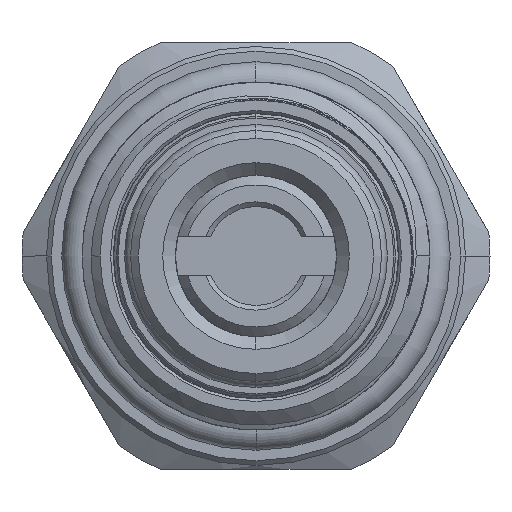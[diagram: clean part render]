
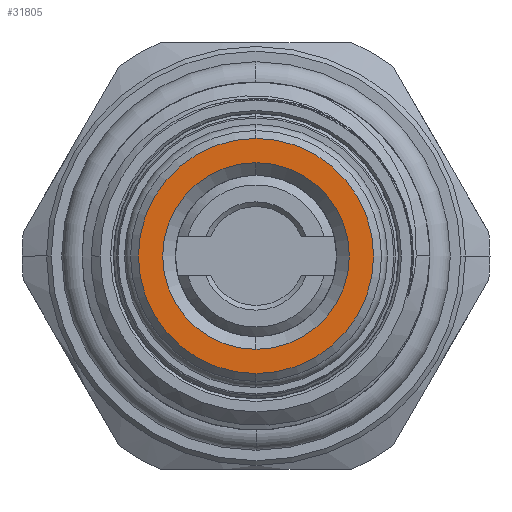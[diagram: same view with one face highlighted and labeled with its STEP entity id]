
A CAD part, left-side view. The second image highlights one B-rep face of the part: STEP entity #31805.
In plain terms, the highlighted planar face has unit normal (-1, 0, 0).
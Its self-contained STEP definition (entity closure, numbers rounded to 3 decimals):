
#498 = CARTESIAN_POINT ( 'NONE',  ( -36.19, 0., 0. ) ) ;
#1861 = ORIENTED_EDGE ( 'NONE', *, *, #18818, .T. ) ;
#3229 = AXIS2_PLACEMENT_3D ( 'NONE', #27669, #10448, #25798 ) ;
#3477 = PLANE ( 'NONE',  #3229 ) ;
#4088 = CARTESIAN_POINT ( 'NONE',  ( -36.19, 0., 0. ) ) ;
#4362 = CIRCLE ( 'NONE', #21117, 7.435 ) ;
#6093 = DIRECTION ( 'NONE',  ( 0., 0., -1. ) ) ;
#7404 = EDGE_LOOP ( 'NONE', ( #31657, #36650 ) ) ;
#9511 = VERTEX_POINT ( 'NONE', #32636 ) ;
#9862 = DIRECTION ( 'NONE',  ( 0., 0., -1. ) ) ;
#10448 = DIRECTION ( 'NONE',  ( 1., 0., 0. ) ) ;
#10785 = VERTEX_POINT ( 'NONE', #28747 ) ;
#11050 = EDGE_CURVE ( 'NONE', #10785, #23142, #4362, .T. ) ;
#12347 = DIRECTION ( 'NONE',  ( 1., 0., 0. ) ) ;
#13535 = FACE_OUTER_BOUND ( 'NONE', #7404, .T. ) ;
#13975 = CIRCLE ( 'NONE', #28112, 7.435 ) ;
#14769 = DIRECTION ( 'NONE',  ( 1., 0., 0. ) ) ;
#15097 = CARTESIAN_POINT ( 'NONE',  ( -36.19, 0., 0. ) ) ;
#15433 = EDGE_CURVE ( 'NONE', #23142, #10785, #13975, .T. ) ;
#18818 = EDGE_CURVE ( 'NONE', #31455, #9511, #22259, .T. ) ;
#20115 = EDGE_CURVE ( 'NONE', #9511, #31455, #24085, .T. ) ;
#20385 = CARTESIAN_POINT ( 'NONE',  ( -36.19, 0., -5.9 ) ) ;
#21117 = AXIS2_PLACEMENT_3D ( 'NONE', #21267, #14769, #6093 ) ;
#21215 = DIRECTION ( 'NONE',  ( 0., 0., -1. ) ) ;
#21267 = CARTESIAN_POINT ( 'NONE',  ( -36.19, 0., 0. ) ) ;
#21576 = AXIS2_PLACEMENT_3D ( 'NONE', #15097, #12347, #21215 ) ;
#22109 = AXIS2_PLACEMENT_3D ( 'NONE', #498, #31181, #9862 ) ;
#22259 = CIRCLE ( 'NONE', #21576, 5.9 ) ;
#23142 = VERTEX_POINT ( 'NONE', #25733 ) ;
#24085 = CIRCLE ( 'NONE', #22109, 5.9 ) ;
#24236 = EDGE_LOOP ( 'NONE', ( #30859, #1861 ) ) ;
#25733 = CARTESIAN_POINT ( 'NONE',  ( -36.19, 0., -7.435 ) ) ;
#25798 = DIRECTION ( 'NONE',  ( 0., 1., 0. ) ) ;
#27669 = CARTESIAN_POINT ( 'NONE',  ( -36.19, 7.435, 0. ) ) ;
#28112 = AXIS2_PLACEMENT_3D ( 'NONE', #4088, #28278, #28416 ) ;
#28278 = DIRECTION ( 'NONE',  ( 1., 0., 0. ) ) ;
#28416 = DIRECTION ( 'NONE',  ( 0., 0., -1. ) ) ;
#28747 = CARTESIAN_POINT ( 'NONE',  ( -36.19, 0., 7.435 ) ) ;
#30859 = ORIENTED_EDGE ( 'NONE', *, *, #20115, .T. ) ;
#31181 = DIRECTION ( 'NONE',  ( 1., 0., 0. ) ) ;
#31455 = VERTEX_POINT ( 'NONE', #20385 ) ;
#31657 = ORIENTED_EDGE ( 'NONE', *, *, #15433, .F. ) ;
#31805 = ADVANCED_FACE ( 'NONE', ( #13535, #36724 ), #3477, .F. ) ;
#32636 = CARTESIAN_POINT ( 'NONE',  ( -36.19, 0., 5.9 ) ) ;
#36650 = ORIENTED_EDGE ( 'NONE', *, *, #11050, .F. ) ;
#36724 = FACE_BOUND ( 'NONE', #24236, .T. ) ;
